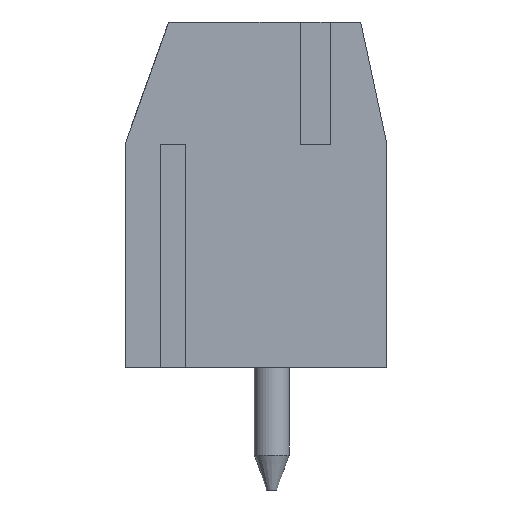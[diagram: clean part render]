
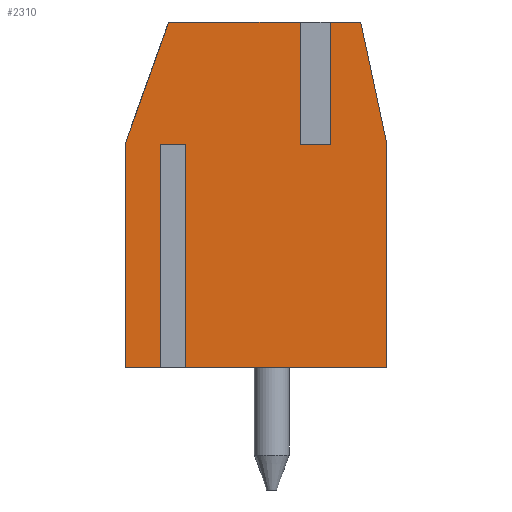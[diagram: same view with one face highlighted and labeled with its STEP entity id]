
A CAD part, left-side view. The second image highlights one B-rep face of the part: STEP entity #2310.
In plain terms, the highlighted planar face has unit normal (-1, 0, 0).
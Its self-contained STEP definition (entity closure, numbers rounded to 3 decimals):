
#313=ORIENTED_EDGE('',*,*,#938,.F.);
#314=ORIENTED_EDGE('',*,*,#939,.F.);
#315=ORIENTED_EDGE('',*,*,#940,.T.);
#316=ORIENTED_EDGE('',*,*,#833,.T.);
#317=ORIENTED_EDGE('',*,*,#861,.T.);
#318=ORIENTED_EDGE('',*,*,#937,.T.);
#319=ORIENTED_EDGE('',*,*,#881,.T.);
#320=ORIENTED_EDGE('',*,*,#941,.F.);
#321=ORIENTED_EDGE('',*,*,#942,.F.);
#322=ORIENTED_EDGE('',*,*,#943,.T.);
#323=ORIENTED_EDGE('',*,*,#892,.T.);
#324=ORIENTED_EDGE('',*,*,#879,.T.);
#325=ORIENTED_EDGE('',*,*,#944,.T.);
#326=ORIENTED_EDGE('',*,*,#837,.T.);
#833=EDGE_CURVE('',#1160,#1159,#1379,.T.);
#837=EDGE_CURVE('',#1164,#1163,#1383,.T.);
#861=EDGE_CURVE('',#1159,#1182,#1401,.F.);
#879=EDGE_CURVE('',#1184,#1198,#1419,.T.);
#881=EDGE_CURVE('',#1201,#1199,#1421,.T.);
#892=EDGE_CURVE('',#1208,#1184,#1430,.T.);
#937=EDGE_CURVE('',#1182,#1201,#1467,.T.);
#938=EDGE_CURVE('',#1238,#1163,#1468,.T.);
#939=EDGE_CURVE('',#1239,#1238,#1469,.T.);
#940=EDGE_CURVE('',#1239,#1160,#1470,.T.);
#941=EDGE_CURVE('',#1240,#1199,#1471,.T.);
#942=EDGE_CURVE('',#1241,#1240,#1472,.T.);
#943=EDGE_CURVE('',#1241,#1208,#1473,.T.);
#944=EDGE_CURVE('',#1198,#1164,#1474,.F.);
#1159=VERTEX_POINT('',#3549);
#1160=VERTEX_POINT('',#3551);
#1163=VERTEX_POINT('',#3557);
#1164=VERTEX_POINT('',#3559);
#1182=VERTEX_POINT('',#3602);
#1184=VERTEX_POINT('',#3607);
#1198=VERTEX_POINT('',#3637);
#1199=VERTEX_POINT('',#3641);
#1201=VERTEX_POINT('',#3644);
#1208=VERTEX_POINT('',#3662);
#1238=VERTEX_POINT('',#3749);
#1239=VERTEX_POINT('',#3751);
#1240=VERTEX_POINT('',#3754);
#1241=VERTEX_POINT('',#3756);
#1379=LINE('',#3550,#1635);
#1383=LINE('',#3558,#1639);
#1401=LINE('',#3603,#1657);
#1419=LINE('',#3638,#1675);
#1421=LINE('',#3643,#1677);
#1430=LINE('',#3661,#1686);
#1467=LINE('',#3746,#1723);
#1468=LINE('',#3748,#1724);
#1469=LINE('',#3750,#1725);
#1470=LINE('',#3752,#1726);
#1471=LINE('',#3753,#1727);
#1472=LINE('',#3755,#1728);
#1473=LINE('',#3757,#1729);
#1474=LINE('',#3758,#1730);
#1635=VECTOR('',#2869,1000.);
#1639=VECTOR('',#2873,1000.);
#1657=VECTOR('',#2907,1000.);
#1675=VECTOR('',#2927,1000.);
#1677=VECTOR('',#2931,1000.);
#1686=VECTOR('',#2944,1000.);
#1723=VECTOR('',#3017,1000.);
#1724=VECTOR('',#3020,1000.);
#1725=VECTOR('',#3021,1000.);
#1726=VECTOR('',#3022,1000.);
#1727=VECTOR('',#3023,1000.);
#1728=VECTOR('',#3024,1000.);
#1729=VECTOR('',#3025,1000.);
#1730=VECTOR('',#3026,1000.);
#1896=EDGE_LOOP('',(#313,#314,#315,#316,#317,#318,#319,#320,#321,#322,#323,
#324,#325,#326));
#2058=FACE_BOUND('',#1896,.T.);
#2213=PLANE('',#2671);
#2310=ADVANCED_FACE('',(#2058),#2213,.T.);
#2671=AXIS2_PLACEMENT_3D('',#3747,#3018,#3019);
#2869=DIRECTION('',(0.,1.,0.));
#2873=DIRECTION('',(0.,1.,0.));
#2907=DIRECTION('',(0.,-0.336,0.942));
#2927=DIRECTION('',(0.,0.,1.));
#2931=DIRECTION('',(0.,-1.,0.));
#2944=DIRECTION('',(0.,-1.,0.));
#3017=DIRECTION('',(0.,0.,-1.));
#3018=DIRECTION('',(-1.,0.,0.));
#3019=DIRECTION('',(0.,0.,1.));
#3020=DIRECTION('',(0.,0.,1.));
#3021=DIRECTION('',(0.,-1.,0.));
#3022=DIRECTION('',(0.,0.,1.));
#3023=DIRECTION('',(0.,0.,-1.));
#3024=DIRECTION('',(0.,1.,0.));
#3025=DIRECTION('',(0.,0.,-1.));
#3026=DIRECTION('',(0.,-0.21,-0.978));
#3549=CARTESIAN_POINT('',(-5.,2.5,4.95));
#3550=CARTESIAN_POINT('',(-5.,-3.75,4.95));
#3551=CARTESIAN_POINT('',(-5.,-1.35,4.95));
#3557=CARTESIAN_POINT('',(-5.,-2.05,4.95));
#3558=CARTESIAN_POINT('',(-5.,-3.75,4.95));
#3559=CARTESIAN_POINT('',(-5.,-3.,4.95));
#3602=CARTESIAN_POINT('',(-5.,3.75,1.45));
#3603=CARTESIAN_POINT('',(-5.,3.785,1.352));
#3607=CARTESIAN_POINT('',(-5.,-3.75,-4.95));
#3637=CARTESIAN_POINT('',(-5.,-3.75,1.45));
#3638=CARTESIAN_POINT('',(-5.,-3.75,-4.95));
#3641=CARTESIAN_POINT('',(-5.,2.725,-4.95));
#3643=CARTESIAN_POINT('',(-5.,3.75,-4.95));
#3644=CARTESIAN_POINT('',(-5.,3.75,-4.95));
#3661=CARTESIAN_POINT('',(-5.,3.75,-4.95));
#3662=CARTESIAN_POINT('',(-5.,2.025,-4.95));
#3746=CARTESIAN_POINT('',(-5.,3.75,4.95));
#3747=CARTESIAN_POINT('',(-5.,0.,0.));
#3748=CARTESIAN_POINT('',(-5.,-2.05,1.45));
#3749=CARTESIAN_POINT('',(-5.,-2.05,1.45));
#3750=CARTESIAN_POINT('',(-5.,-1.35,1.45));
#3751=CARTESIAN_POINT('',(-5.,-1.35,1.45));
#3752=CARTESIAN_POINT('',(-5.,-1.35,1.45));
#3753=CARTESIAN_POINT('',(-5.,2.725,1.45));
#3754=CARTESIAN_POINT('',(-5.,2.725,1.45));
#3755=CARTESIAN_POINT('',(-5.,2.025,1.45));
#3756=CARTESIAN_POINT('',(-5.,2.025,1.45));
#3757=CARTESIAN_POINT('',(-5.,2.025,1.45));
#3758=CARTESIAN_POINT('',(-5.,-3.882,0.832));
